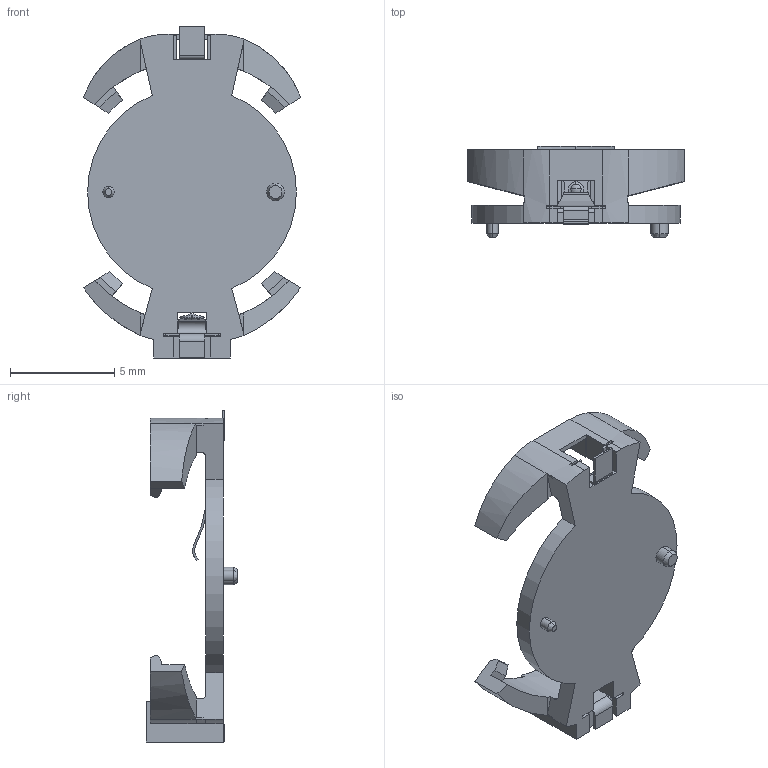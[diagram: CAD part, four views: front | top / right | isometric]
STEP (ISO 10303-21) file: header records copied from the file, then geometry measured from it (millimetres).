
FILE_DESCRIPTION (( 'STEP AP214' ), '1' );
FILE_NAME ('1072.STEP', '2016-05-03T19:56:12', ( '' ), ( '' ), 'SwSTEP 2.0', 'SolidWorks 2013', '' );
FILE_SCHEMA (( 'AUTOMOTIVE_DESIGN' ));
Length unit declared in the file: inch
Products named in the file (1): 1072
Bounding box: 10.39 x 4.4 x 15.9 mm (x, y, z)
Volume: 141.9 mm3; surface area: 466.4 mm2
Topology: 3 solids, 3 shells, 220 faces, 586 edges, 372 vertices
Faces by surface type: plane 151, cylinder 39, cone 12, torus 8, bspline 6, sphere 4
Entity records: 9824 total; most frequent: CARTESIAN_POINT 1465, ORIENTED_EDGE 1172, DIRECTION 1084, EDGE_CURVE 586, LINE 410, VECTOR 410, VERTEX_POINT 372, AXIS2_PLACEMENT_3D 337
